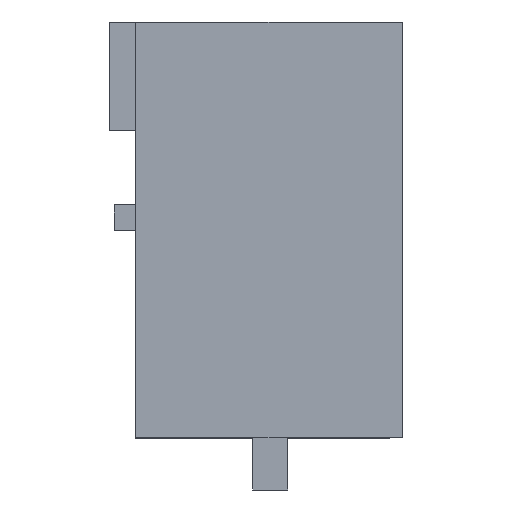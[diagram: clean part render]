
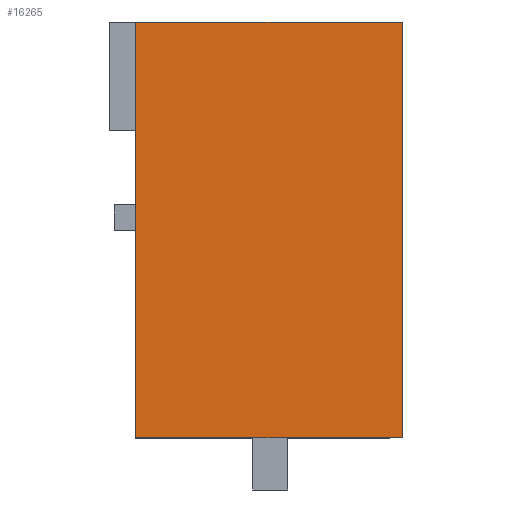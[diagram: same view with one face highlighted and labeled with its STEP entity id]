
A CAD part, left-side view. The second image highlights one B-rep face of the part: STEP entity #16265.
In plain terms, the highlighted planar face has unit normal (-1, 0, 0).
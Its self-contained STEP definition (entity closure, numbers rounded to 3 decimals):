
#16252=AXIS2_PLACEMENT_3D('Plane Axis2P3D',#16249,#16250,#16251) ;
#89=CARTESIAN_POINT('Vertex',(0.,0.,13.5)) ;
#124=CARTESIAN_POINT('Vertex',(0.,7.68,13.5)) ;
#127=CARTESIAN_POINT('Line Origine',(0.,3.84,13.5)) ;
#983=CARTESIAN_POINT('Line Origine',(0.,0.,7.5)) ;
#987=CARTESIAN_POINT('Vertex',(0.,0.,1.5)) ;
#1097=CARTESIAN_POINT('Vertex',(0.,7.68,1.5)) ;
#1107=CARTESIAN_POINT('Line Origine',(0.,3.84,1.5)) ;
#16249=CARTESIAN_POINT('Axis2P3D Location',(0.,-0.514,13.5)) ;
#16254=CARTESIAN_POINT('Line Origine',(0.,7.68,7.5)) ;
#128=DIRECTION('Vector Direction',(0.,1.,0.)) ;
#984=DIRECTION('Vector Direction',(0.,0.,-1.)) ;
#1108=DIRECTION('Vector Direction',(0.,1.,0.)) ;
#16250=DIRECTION('Axis2P3D Direction',(-1.,0.,0.)) ;
#16251=DIRECTION('Axis2P3D XDirection',(0.,1.,0.)) ;
#16255=DIRECTION('Vector Direction',(0.,0.,-1.)) ;
#129=VECTOR('Line Direction',#128,1.) ;
#985=VECTOR('Line Direction',#984,1.) ;
#1109=VECTOR('Line Direction',#1108,1.) ;
#16256=VECTOR('Line Direction',#16255,1.) ;
#16260=ORIENTED_EDGE('',*,*,#131,.T.) ;
#16261=ORIENTED_EDGE('',*,*,#16258,.T.) ;
#16262=ORIENTED_EDGE('',*,*,#1111,.F.) ;
#16263=ORIENTED_EDGE('',*,*,#989,.F.) ;
#16265=ADVANCED_FACE('Body',(#16264),#16253,.T.) ;
#131=EDGE_CURVE('',#90,#125,#130,.T.) ;
#989=EDGE_CURVE('',#90,#988,#986,.T.) ;
#1111=EDGE_CURVE('',#988,#1098,#1110,.T.) ;
#16258=EDGE_CURVE('',#125,#1098,#16257,.T.) ;
#16259=EDGE_LOOP('',(#16260,#16261,#16262,#16263)) ;
#16264=FACE_OUTER_BOUND('',#16259,.T.) ;
#130=LINE('Line',#127,#129) ;
#986=LINE('Line',#983,#985) ;
#1110=LINE('Line',#1107,#1109) ;
#16257=LINE('Line',#16254,#16256) ;
#16253=PLANE('',#16252) ;
#90=VERTEX_POINT('',#89) ;
#125=VERTEX_POINT('',#124) ;
#988=VERTEX_POINT('',#987) ;
#1098=VERTEX_POINT('',#1097) ;
